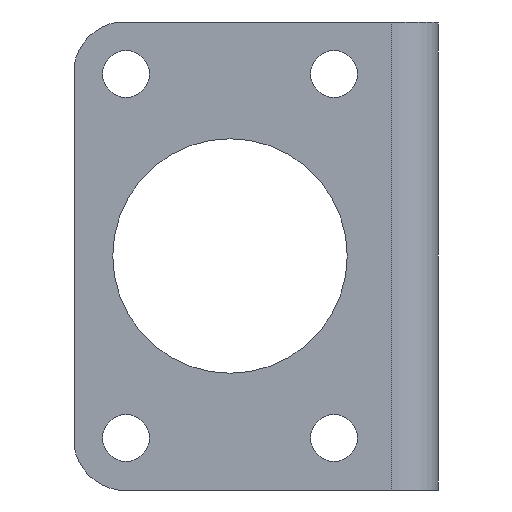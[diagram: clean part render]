
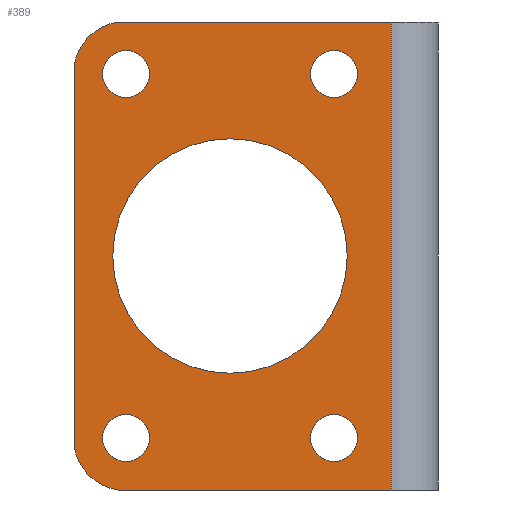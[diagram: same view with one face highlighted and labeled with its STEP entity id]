
A CAD part, left-side view. The second image highlights one B-rep face of the part: STEP entity #389.
In plain terms, the highlighted planar face has unit normal (-1, 0, 0).
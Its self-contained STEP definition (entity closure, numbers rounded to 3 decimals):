
#37=CIRCLE('',#428,4.5);
#38=CIRCLE('',#429,4.5);
#39=CIRCLE('',#430,4.5);
#40=CIRCLE('',#431,4.5);
#41=CIRCLE('',#432,22.55);
#42=CIRCLE('',#433,10.);
#43=CIRCLE('',#434,10.);
#75=ORIENTED_EDGE('',*,*,#175,.F.);
#76=ORIENTED_EDGE('',*,*,#176,.F.);
#77=ORIENTED_EDGE('',*,*,#177,.F.);
#78=ORIENTED_EDGE('',*,*,#178,.F.);
#79=ORIENTED_EDGE('',*,*,#179,.F.);
#80=ORIENTED_EDGE('',*,*,#165,.F.);
#81=ORIENTED_EDGE('',*,*,#180,.T.);
#82=ORIENTED_EDGE('',*,*,#181,.T.);
#83=ORIENTED_EDGE('',*,*,#182,.T.);
#84=ORIENTED_EDGE('',*,*,#170,.T.);
#85=ORIENTED_EDGE('',*,*,#183,.F.);
#165=EDGE_CURVE('',#215,#216,#252,.T.);
#170=EDGE_CURVE('',#221,#220,#255,.T.);
#175=EDGE_CURVE('',#225,#225,#37,.F.);
#176=EDGE_CURVE('',#226,#226,#38,.F.);
#177=EDGE_CURVE('',#227,#227,#39,.F.);
#178=EDGE_CURVE('',#228,#228,#40,.F.);
#179=EDGE_CURVE('',#229,#229,#41,.F.);
#180=EDGE_CURVE('',#215,#230,#42,.F.);
#181=EDGE_CURVE('',#230,#231,#259,.T.);
#182=EDGE_CURVE('',#231,#221,#43,.F.);
#183=EDGE_CURVE('',#216,#220,#260,.T.);
#215=VERTEX_POINT('',#602);
#216=VERTEX_POINT('',#604);
#220=VERTEX_POINT('',#613);
#221=VERTEX_POINT('',#615);
#225=VERTEX_POINT('',#625);
#226=VERTEX_POINT('',#627);
#227=VERTEX_POINT('',#629);
#228=VERTEX_POINT('',#631);
#229=VERTEX_POINT('',#633);
#230=VERTEX_POINT('',#635);
#231=VERTEX_POINT('',#637);
#252=LINE('',#603,#276);
#255=LINE('',#614,#279);
#259=LINE('',#636,#283);
#260=LINE('',#639,#284);
#276=VECTOR('',#479,1000.);
#279=VECTOR('',#488,1000.);
#283=VECTOR('',#508,1000.);
#284=VECTOR('',#511,1000.);
#297=EDGE_LOOP('',(#75));
#298=EDGE_LOOP('',(#76));
#299=EDGE_LOOP('',(#77));
#300=EDGE_LOOP('',(#78));
#301=EDGE_LOOP('',(#79));
#302=EDGE_LOOP('',(#80,#81,#82,#83,#84,#85));
#339=FACE_BOUND('',#297,.T.);
#340=FACE_BOUND('',#298,.T.);
#341=FACE_BOUND('',#299,.T.);
#342=FACE_BOUND('',#300,.T.);
#343=FACE_BOUND('',#301,.T.);
#344=FACE_BOUND('',#302,.T.);
#381=PLANE('',#427);
#389=ADVANCED_FACE('',(#339,#340,#341,#342,#343,#344),#381,.F.);
#427=AXIS2_PLACEMENT_3D('',#623,#494,#495);
#428=AXIS2_PLACEMENT_3D('',#624,#496,#497);
#429=AXIS2_PLACEMENT_3D('',#626,#498,#499);
#430=AXIS2_PLACEMENT_3D('',#628,#500,#501);
#431=AXIS2_PLACEMENT_3D('',#630,#502,#503);
#432=AXIS2_PLACEMENT_3D('',#632,#504,#505);
#433=AXIS2_PLACEMENT_3D('',#634,#506,#507);
#434=AXIS2_PLACEMENT_3D('',#638,#509,#510);
#479=DIRECTION('',(0.,-1.,0.));
#488=DIRECTION('',(0.,-1.,0.));
#494=DIRECTION('',(1.,0.,0.));
#495=DIRECTION('',(0.,0.,-1.));
#496=DIRECTION('',(1.,0.,0.));
#497=DIRECTION('',(0.,0.,-1.));
#498=DIRECTION('',(1.,0.,0.));
#499=DIRECTION('',(0.,0.,-1.));
#500=DIRECTION('',(1.,0.,0.));
#501=DIRECTION('',(0.,0.,-1.));
#502=DIRECTION('',(1.,0.,0.));
#503=DIRECTION('',(0.,0.,-1.));
#504=DIRECTION('',(1.,0.,0.));
#505=DIRECTION('',(0.,0.,-1.));
#506=DIRECTION('',(1.,0.,0.));
#507=DIRECTION('',(0.,0.,-1.));
#508=DIRECTION('',(0.,0.,-1.));
#509=DIRECTION('',(1.,0.,0.));
#510=DIRECTION('',(0.,0.,-1.));
#511=DIRECTION('',(0.,0.,-1.));
#602=CARTESIAN_POINT('',(0.,61.511,45.));
#603=CARTESIAN_POINT('',(0.,70.,45.));
#604=CARTESIAN_POINT('',(0.,9.,45.));
#613=CARTESIAN_POINT('',(0.,9.,-45.));
#614=CARTESIAN_POINT('',(0.,70.,-45.));
#615=CARTESIAN_POINT('',(0.,61.511,-45.));
#623=CARTESIAN_POINT('',(0.,70.,45.));
#624=CARTESIAN_POINT('',(0.,60.,35.));
#625=CARTESIAN_POINT('',(0.,60.,30.5));
#626=CARTESIAN_POINT('',(0.,20.,-35.));
#627=CARTESIAN_POINT('',(0.,20.,-39.5));
#628=CARTESIAN_POINT('',(0.,20.,35.));
#629=CARTESIAN_POINT('',(0.,20.,30.5));
#630=CARTESIAN_POINT('',(0.,60.,-35.));
#631=CARTESIAN_POINT('',(0.,60.,-39.5));
#632=CARTESIAN_POINT('',(0.,40.,0.));
#633=CARTESIAN_POINT('',(0.,40.,-22.55));
#634=CARTESIAN_POINT('',(0.,60.1,35.1));
#635=CARTESIAN_POINT('',(0.,70.,36.511));
#636=CARTESIAN_POINT('',(0.,70.,45.));
#637=CARTESIAN_POINT('',(0.,70.,-36.511));
#638=CARTESIAN_POINT('',(0.,60.1,-35.1));
#639=CARTESIAN_POINT('',(0.,9.,45.));
